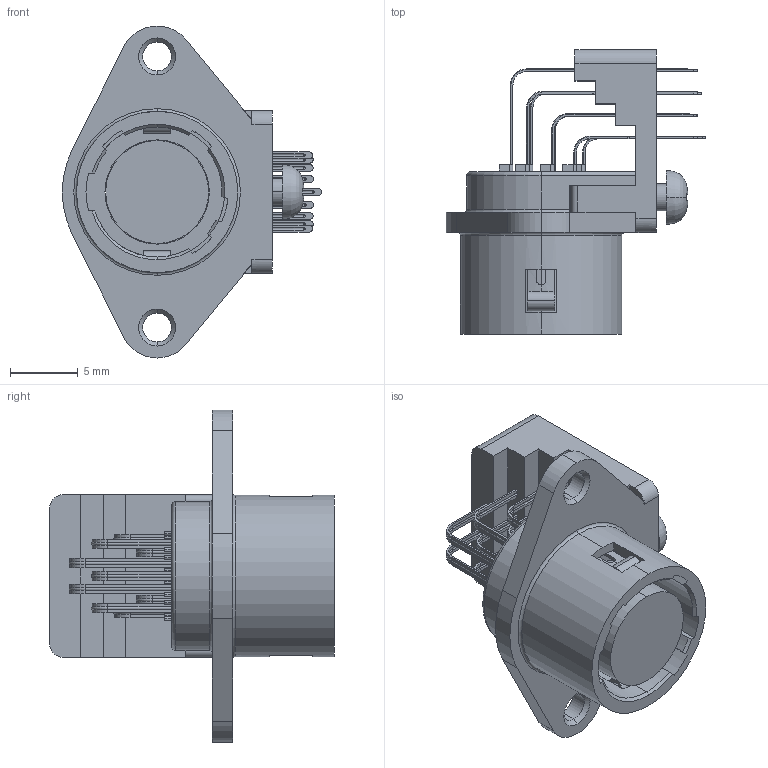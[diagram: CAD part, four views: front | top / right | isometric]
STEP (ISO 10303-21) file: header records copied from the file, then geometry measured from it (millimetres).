
FILE_DESCRIPTION(('CoCreate Modeling STEP Export'),'2;1');
FILE_NAME('HR10A-10R-12SADL.stp','2012-02-21T16:16:19',(''),(''),'CoCreate Modeling STEP processor for AP214 (Solid Model)','CoCreate Modeling 17.0 01-Apr-2010 (C) Parametric Technology GmbH','');
FILE_SCHEMA(('AUTOMOTIVE_DESIGN { 1 0 10303 214 1 1 1 1 }'));
Length unit declared in the file: millimetre
Products named in the file (1): HR10A-10R-12SADL
Bounding box: 19.15 x 21 x 24.5 mm (x, y, z)
Volume: 1798.2 mm3; surface area: 2500.3 mm2
Topology: 1 solids, 1 shells, 901 faces, 2561 edges, 1639 vertices
Faces by surface type: plane 532, cylinder 242, torus 64, bspline 28, cone 25, extrusion 8, revolution 2
Entity records: 33316 total; most frequent: CARTESIAN_POINT 11510, ORIENTED_EDGE 5122, DIRECTION 3866, EDGE_CURVE 2561, VERTEX_POINT 1639, VECTOR 1539, LINE 1536, AXIS2_PLACEMENT_3D 1163
